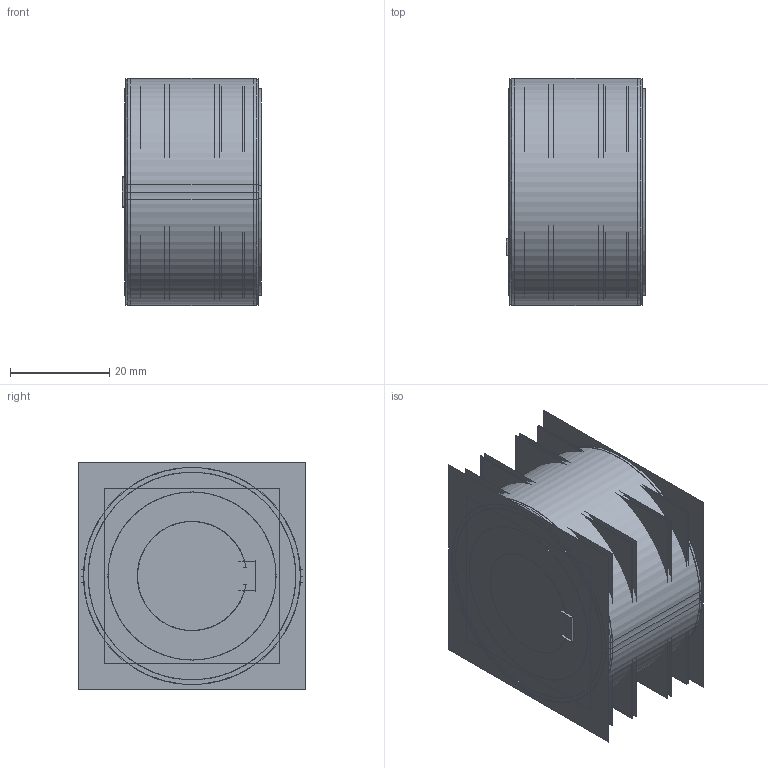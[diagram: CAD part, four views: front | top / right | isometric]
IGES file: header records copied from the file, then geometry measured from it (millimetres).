
Start section:  PTC IGES file: fn442z.igs
Global section: file name: fn442z.igs; native system: Creo Parametric by Parametric Technology Corporation; preprocessor: 2013150; author: sales 4; organization: Unknown; date: 20140325.143850; units: millimetre
Bounding box: 28.08 x 46 x 46 mm (x, y, z)
Volume: 29284.8 mm3; surface area: 294855.4 mm2
Topology: 45 solids, 45 shells, 5098 faces, 26386 edges, 32934 vertices
Faces by surface type: bspline 3158, revolution 1940
